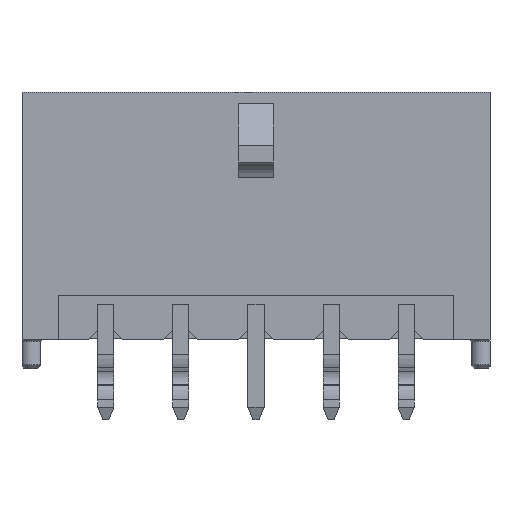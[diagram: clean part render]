
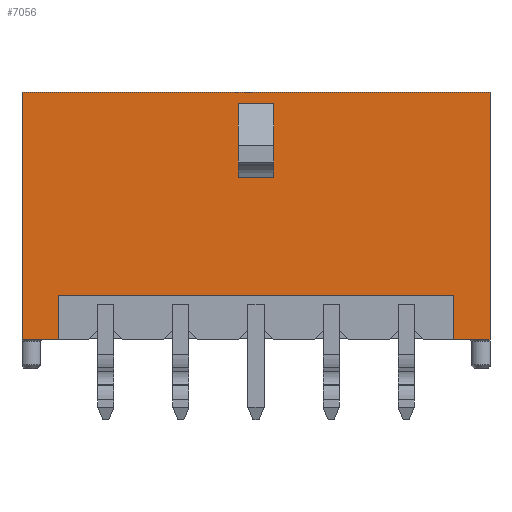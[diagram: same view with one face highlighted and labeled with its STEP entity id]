
A CAD part, left-side view. The second image highlights one B-rep face of the part: STEP entity #7056.
In plain terms, the highlighted planar face has unit normal (-1, 0, 0).
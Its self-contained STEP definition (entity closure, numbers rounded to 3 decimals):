
#1082=ORIENTED_EDGE('',*,*,#2881,.T.);
#1083=ORIENTED_EDGE('',*,*,#2882,.T.);
#1084=ORIENTED_EDGE('',*,*,#2883,.F.);
#1085=ORIENTED_EDGE('',*,*,#2884,.F.);
#1086=ORIENTED_EDGE('',*,*,#2885,.F.);
#1087=ORIENTED_EDGE('',*,*,#2673,.F.);
#1088=ORIENTED_EDGE('',*,*,#2867,.T.);
#1089=ORIENTED_EDGE('',*,*,#2608,.T.);
#1090=ORIENTED_EDGE('',*,*,#2873,.F.);
#1091=ORIENTED_EDGE('',*,*,#2522,.F.);
#1092=ORIENTED_EDGE('',*,*,#2886,.F.);
#1093=ORIENTED_EDGE('',*,*,#2887,.F.);
#2522=EDGE_CURVE('',#3519,#3513,#4235,.T.);
#2608=EDGE_CURVE('',#3593,#3592,#4321,.T.);
#2673=EDGE_CURVE('',#3656,#3657,#4384,.T.);
#2867=EDGE_CURVE('',#3656,#3593,#4576,.T.);
#2873=EDGE_CURVE('',#3513,#3592,#4579,.T.);
#2881=EDGE_CURVE('',#3753,#3754,#4586,.T.);
#2882=EDGE_CURVE('',#3754,#3755,#4587,.T.);
#2883=EDGE_CURVE('',#3756,#3755,#4588,.T.);
#2884=EDGE_CURVE('',#3753,#3756,#4589,.T.);
#2885=EDGE_CURVE('',#3657,#3757,#4590,.T.);
#2886=EDGE_CURVE('',#3758,#3519,#4591,.T.);
#2887=EDGE_CURVE('',#3757,#3758,#4592,.T.);
#3513=VERTEX_POINT('',#10066);
#3519=VERTEX_POINT('',#10078);
#3592=VERTEX_POINT('',#10248);
#3593=VERTEX_POINT('',#10250);
#3656=VERTEX_POINT('',#10379);
#3657=VERTEX_POINT('',#10381);
#3753=VERTEX_POINT('',#10780);
#3754=VERTEX_POINT('',#10781);
#3755=VERTEX_POINT('',#10783);
#3756=VERTEX_POINT('',#10785);
#3757=VERTEX_POINT('',#10788);
#3758=VERTEX_POINT('',#10790);
#4235=LINE('',#10079,#5224);
#4321=LINE('',#10249,#5310);
#4384=LINE('',#10380,#5373);
#4576=LINE('',#10743,#5565);
#4579=LINE('',#10764,#5568);
#4586=LINE('',#10779,#5575);
#4587=LINE('',#10782,#5576);
#4588=LINE('',#10784,#5577);
#4589=LINE('',#10786,#5578);
#4590=LINE('',#10787,#5579);
#4591=LINE('',#10789,#5580);
#4592=LINE('',#10791,#5581);
#5224=VECTOR('',#8089,1000.);
#5310=VECTOR('',#8197,1000.);
#5373=VECTOR('',#8268,1000.);
#5565=VECTOR('',#8602,1000.);
#5568=VECTOR('',#8607,1000.);
#5575=VECTOR('',#8620,1000.);
#5576=VECTOR('',#8621,1000.);
#5577=VECTOR('',#8622,1000.);
#5578=VECTOR('',#8623,1000.);
#5579=VECTOR('',#8624,1000.);
#5580=VECTOR('',#8625,1000.);
#5581=VECTOR('',#8626,1000.);
#6027=EDGE_LOOP('',(#1082,#1083,#1084,#1085));
#6028=EDGE_LOOP('',(#1086,#1087,#1088,#1089,#1090,#1091,#1092,#1093));
#6388=FACE_BOUND('',#6027,.T.);
#6389=FACE_BOUND('',#6028,.T.);
#6737=PLANE('',#7434);
#7056=ADVANCED_FACE('',(#6388,#6389),#6737,.T.);
#7434=AXIS2_PLACEMENT_3D('',#10778,#8618,#8619);
#8089=DIRECTION('',(0.,1.,0.));
#8197=DIRECTION('',(0.,1.,0.));
#8268=DIRECTION('',(0.,1.,0.));
#8602=DIRECTION('',(0.,0.,1.));
#8607=DIRECTION('',(0.,0.,1.));
#8618=DIRECTION('',(-1.,0.,0.));
#8619=DIRECTION('',(0.,0.,1.));
#8620=DIRECTION('',(0.,0.,1.));
#8621=DIRECTION('',(0.,-1.,0.));
#8622=DIRECTION('',(0.,0.,1.));
#8623=DIRECTION('',(0.,-1.,0.));
#8624=DIRECTION('',(0.,0.,1.));
#8625=DIRECTION('',(0.,0.,-1.));
#8626=DIRECTION('',(0.,1.,0.));
#10066=CARTESIAN_POINT('',(-3.43,9.35,-4.95));
#10078=CARTESIAN_POINT('',(-3.43,7.91,-4.95));
#10079=CARTESIAN_POINT('',(-3.43,-9.35,-4.95));
#10248=CARTESIAN_POINT('',(-3.43,9.35,4.95));
#10249=CARTESIAN_POINT('',(-3.43,-9.35,4.95));
#10250=CARTESIAN_POINT('',(-3.43,-9.35,4.95));
#10379=CARTESIAN_POINT('',(-3.43,-9.35,-4.95));
#10380=CARTESIAN_POINT('',(-3.43,-9.35,-4.95));
#10381=CARTESIAN_POINT('',(-3.43,-7.91,-4.95));
#10743=CARTESIAN_POINT('',(-3.43,-9.35,-4.95));
#10764=CARTESIAN_POINT('',(-3.43,9.35,-4.95));
#10778=CARTESIAN_POINT('',(-3.43,-9.35,-4.95));
#10779=CARTESIAN_POINT('',(-3.43,0.7,1.53));
#10780=CARTESIAN_POINT('',(-3.43,0.7,1.53));
#10781=CARTESIAN_POINT('',(-3.43,0.7,4.485));
#10782=CARTESIAN_POINT('',(-3.43,0.7,4.485));
#10783=CARTESIAN_POINT('',(-3.43,-0.7,4.485));
#10784=CARTESIAN_POINT('',(-3.43,-0.7,1.53));
#10785=CARTESIAN_POINT('',(-3.43,-0.7,1.53));
#10786=CARTESIAN_POINT('',(-3.43,0.7,1.53));
#10787=CARTESIAN_POINT('',(-3.43,-7.91,-4.95));
#10788=CARTESIAN_POINT('',(-3.43,-7.91,-3.19));
#10789=CARTESIAN_POINT('',(-3.43,7.91,-3.19));
#10790=CARTESIAN_POINT('',(-3.43,7.91,-3.19));
#10791=CARTESIAN_POINT('',(-3.43,-7.91,-3.19));
